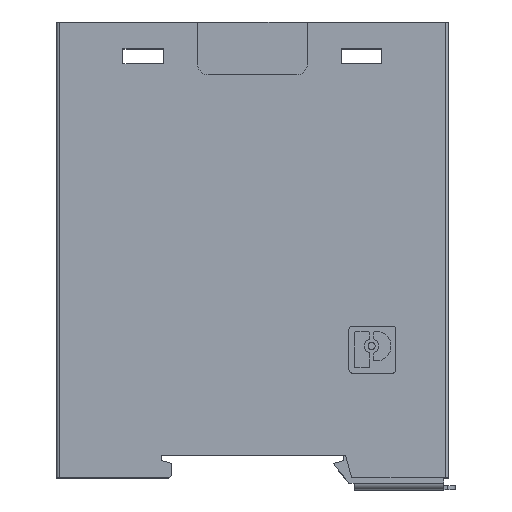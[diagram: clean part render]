
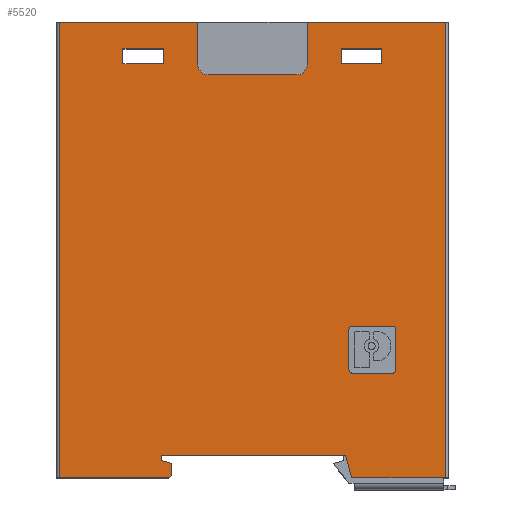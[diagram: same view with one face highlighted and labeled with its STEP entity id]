
A CAD part, top view. The second image highlights one B-rep face of the part: STEP entity #5520.
In plain terms, the highlighted planar face has unit normal (0, 0, 1).
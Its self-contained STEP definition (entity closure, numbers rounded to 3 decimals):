
#2730=CARTESIAN_POINT('',(0.,0.,45.));
#2740=DIRECTION('',(0.,0.,1.));
#2750=DIRECTION('',(1.,0.,0.));
#2760=AXIS2_PLACEMENT_3D('',#2730,#2740,#2750);
#2770=PLANE('',#2760);
#2780=CARTESIAN_POINT('',(-346.133,0.,45.));
#2790=DIRECTION('',(0.,1.,0.));
#2800=VECTOR('',#2790,1.);
#2810=LINE('',#2780,#2800);
#2820=CARTESIAN_POINT('',(-346.133,230.191,45.));
#2830=VERTEX_POINT('',#2820);
#2840=CARTESIAN_POINT('',(-346.133,238.291,45.));
#2850=VERTEX_POINT('',#2840);
#2860=EDGE_CURVE('',#2830,#2850,#2810,.T.);
#2870=ORIENTED_EDGE('',*,*,#2860,.T.);
#2880=CARTESIAN_POINT('',(-344.133,230.191,45.));
#2890=DIRECTION('',(0.,0.,-1.));
#2900=DIRECTION('',(-1.,0.,0.));
#2910=AXIS2_PLACEMENT_3D('',#2880,#2890,#2900);
#2920=CIRCLE('',#2910,2.);
#2930=CARTESIAN_POINT('',(-344.133,228.191,45.));
#2940=VERTEX_POINT('',#2930);
#2950=EDGE_CURVE('',#2940,#2830,#2920,.T.);
#2960=ORIENTED_EDGE('',*,*,#2950,.T.);
#2970=CARTESIAN_POINT('',(0.,228.191,45.));
#2980=DIRECTION('',(-1.,0.,0.));
#2990=VECTOR('',#2980,1.);
#3000=LINE('',#2970,#2990);
#3010=CARTESIAN_POINT('',(-327.133,228.191,45.));
#3020=VERTEX_POINT('',#3010);
#3030=EDGE_CURVE('',#3020,#2940,#3000,.T.);
#3040=ORIENTED_EDGE('',*,*,#3030,.T.);
#3050=CARTESIAN_POINT('',(-327.133,230.191,45.));
#3060=DIRECTION('',(0.,0.,-1.));
#3070=DIRECTION('',(-1.,0.,0.));
#3080=AXIS2_PLACEMENT_3D('',#3050,#3060,#3070);
#3090=CIRCLE('',#3080,2.);
#3100=CARTESIAN_POINT('',(-325.133,230.191,45.));
#3110=VERTEX_POINT('',#3100);
#3120=EDGE_CURVE('',#3110,#3020,#3090,.T.);
#3130=ORIENTED_EDGE('',*,*,#3120,.T.);
#3140=CARTESIAN_POINT('',(-325.133,0.,45.));
#3150=DIRECTION('',(0.,-1.,0.));
#3160=VECTOR('',#3150,1.);
#3170=LINE('',#3140,#3160);
#3180=CARTESIAN_POINT('',(-325.133,238.291,45.));
#3190=VERTEX_POINT('',#3180);
#3200=EDGE_CURVE('',#3190,#3110,#3170,.T.);
#3210=ORIENTED_EDGE('',*,*,#3200,.T.);
#3220=CARTESIAN_POINT('',(0.,238.291,45.));
#3230=DIRECTION('',(1.,0.,0.));
#3240=VECTOR('',#3230,1.);
#3250=LINE('',#3220,#3240);
#3260=CARTESIAN_POINT('',(-298.633,238.291,45.));
#3270=VERTEX_POINT('',#3260);
#3280=EDGE_CURVE('',#3190,#3270,#3250,.T.);
#3290=ORIENTED_EDGE('',*,*,#3280,.F.);
#3300=CARTESIAN_POINT('',(-298.633,0.,45.));
#3310=DIRECTION('',(0.,1.,0.));
#3320=VECTOR('',#3310,1.);
#3330=LINE('',#3300,#3320);
#3340=CARTESIAN_POINT('',(-298.633,150.991,45.));
#3350=VERTEX_POINT('',#3340);
#3360=EDGE_CURVE('',#3350,#3270,#3330,.T.);
#3370=ORIENTED_EDGE('',*,*,#3360,.T.);
#3380=CARTESIAN_POINT('',(0.,150.991,45.));
#3390=DIRECTION('',(1.,0.,0.));
#3400=VECTOR('',#3390,1.);
#3410=LINE('',#3380,#3400);
#3420=CARTESIAN_POINT('',(-316.631,150.991,45.));
#3430=VERTEX_POINT('',#3420);
#3440=EDGE_CURVE('',#3430,#3350,#3410,.T.);
#3450=ORIENTED_EDGE('',*,*,#3440,.T.);
#3460=CARTESIAN_POINT('',(-276.173,0.,45.));
#3470=DIRECTION('',(0.259,-0.966,0.));
#3480=VECTOR('',#3470,1.);
#3490=LINE('',#3460,#3480);
#3500=CARTESIAN_POINT('',(-317.783,155.291,45.));
#3510=VERTEX_POINT('',#3500);
#3520=EDGE_CURVE('',#3510,#3430,#3490,.T.);
#3530=ORIENTED_EDGE('',*,*,#3520,.T.);
#3540=CARTESIAN_POINT('',(0.,155.291,45.));
#3550=DIRECTION('',(-1.,0.,0.));
#3560=VECTOR('',#3550,1.);
#3570=LINE('',#3540,#3560);
#3580=CARTESIAN_POINT('',(-353.133,155.291,45.));
#3590=VERTEX_POINT('',#3580);
#3600=EDGE_CURVE('',#3510,#3590,#3570,.T.);
#3610=ORIENTED_EDGE('',*,*,#3600,.F.);
#3620=CARTESIAN_POINT('',(-353.133,0.,45.));
#3630=DIRECTION('',(0.,1.,0.));
#3640=VECTOR('',#3630,1.);
#3650=LINE('',#3620,#3640);
#3660=CARTESIAN_POINT('',(-353.133,154.291,45.));
#3670=VERTEX_POINT('',#3660);
#3680=EDGE_CURVE('',#3670,#3590,#3650,.T.);
#3690=ORIENTED_EDGE('',*,*,#3680,.T.);
#3700=CARTESIAN_POINT('',(0.,59.67,45.));
#3710=DIRECTION('',(-0.966,0.259,0.));
#3720=VECTOR('',#3710,1.);
#3730=LINE('',#3700,#3720);
#3740=CARTESIAN_POINT('',(-351.133,153.755,45.));
#3750=VERTEX_POINT('',#3740);
#3760=EDGE_CURVE('',#3750,#3670,#3730,.T.);
#3770=ORIENTED_EDGE('',*,*,#3760,.T.);
#3780=CARTESIAN_POINT('',(-351.133,0.,45.));
#3790=DIRECTION('',(0.,-1.,0.));
#3800=VECTOR('',#3790,1.);
#3810=LINE('',#3780,#3800);
#3820=CARTESIAN_POINT('',(-351.133,151.491,45.));
#3830=VERTEX_POINT('',#3820);
#3840=EDGE_CURVE('',#3750,#3830,#3810,.T.);
#3850=ORIENTED_EDGE('',*,*,#3840,.F.);
#3860=CARTESIAN_POINT('',(-502.625,0.,45.));
#3870=DIRECTION('',(-0.707,-0.707,0.));
#3880=VECTOR('',#3870,1.);
#3890=LINE('',#3860,#3880);
#3900=CARTESIAN_POINT('',(-351.633,150.991,45.));
#3910=VERTEX_POINT('',#3900);
#3920=EDGE_CURVE('',#3830,#3910,#3890,.T.);
#3930=ORIENTED_EDGE('',*,*,#3920,.F.);
#3940=CARTESIAN_POINT('',(0.,150.991,45.));
#3950=DIRECTION('',(-1.,0.,0.));
#3960=VECTOR('',#3950,1.);
#3970=LINE('',#3940,#3960);
#3980=CARTESIAN_POINT('',(-372.633,150.991,45.));
#3990=VERTEX_POINT('',#3980);
#4000=EDGE_CURVE('',#3910,#3990,#3970,.T.);
#4010=ORIENTED_EDGE('',*,*,#4000,.F.);
#4020=CARTESIAN_POINT('',(-372.633,0.,45.));
#4030=DIRECTION('',(0.,-1.,0.));
#4040=VECTOR('',#4030,1.);
#4050=LINE('',#4020,#4040);
#4060=CARTESIAN_POINT('',(-372.633,238.291,45.));
#4070=VERTEX_POINT('',#4060);
#4080=EDGE_CURVE('',#4070,#3990,#4050,.T.);
#4090=ORIENTED_EDGE('',*,*,#4080,.T.);
#4100=EDGE_CURVE('',#4070,#2850,#3250,.T.);
#4110=ORIENTED_EDGE('',*,*,#4100,.F.);
#4120=EDGE_LOOP('',(#4110,#4090,#4010,#3930,#3850,#3770,#3690,#3610,
#3530,#3450,#3370,#3290,#3210,#3130,#3040,#2960,#2870));
#4130=FACE_OUTER_BOUND('',#4120,.T.);
#4140=CARTESIAN_POINT('',(0.,233.191,45.));
#4150=DIRECTION('',(1.,0.,0.));
#4160=VECTOR('',#4150,1.);
#4170=LINE('',#4140,#4160);
#4180=CARTESIAN_POINT('',(-360.433,233.191,45.));
#4190=VERTEX_POINT('',#4180);
#4200=CARTESIAN_POINT('',(-352.633,233.191,45.));
#4210=VERTEX_POINT('',#4200);
#4220=EDGE_CURVE('',#4190,#4210,#4170,.T.);
#4230=ORIENTED_EDGE('',*,*,#4220,.T.);
#4240=CARTESIAN_POINT('',(-360.433,0.,45.));
#4250=DIRECTION('',(0.,1.,0.));
#4260=VECTOR('',#4250,1.);
#4270=LINE('',#4240,#4260);
#4280=CARTESIAN_POINT('',(-360.433,230.291,45.));
#4290=VERTEX_POINT('',#4280);
#4300=EDGE_CURVE('',#4290,#4190,#4270,.T.);
#4310=ORIENTED_EDGE('',*,*,#4300,.T.);
#4320=CARTESIAN_POINT('',(0.,230.291,45.));
#4330=DIRECTION('',(-1.,0.,0.));
#4340=VECTOR('',#4330,1.);
#4350=LINE('',#4320,#4340);
#4360=CARTESIAN_POINT('',(-352.633,230.291,45.));
#4370=VERTEX_POINT('',#4360);
#4380=EDGE_CURVE('',#4370,#4290,#4350,.T.);
#4390=ORIENTED_EDGE('',*,*,#4380,.T.);
#4400=CARTESIAN_POINT('',(-352.633,0.,45.));
#4410=DIRECTION('',(0.,-1.,0.));
#4420=VECTOR('',#4410,1.);
#4430=LINE('',#4400,#4420);
#4440=EDGE_CURVE('',#4210,#4370,#4430,.T.);
#4450=ORIENTED_EDGE('',*,*,#4440,.T.);
#4460=EDGE_LOOP('',(#4450,#4390,#4310,#4230));
#4470=FACE_BOUND('',#4460,.T.);
#4480=CARTESIAN_POINT('',(-308.766,171.668,45.));
#4490=DIRECTION('',(0.,0.,1.));
#4500=DIRECTION('',(1.,0.,0.));
#4510=AXIS2_PLACEMENT_3D('',#4480,#4490,#4500);
#4520=CIRCLE('',#4510,0.632);
#4530=CARTESIAN_POINT('',(-308.766,171.036,45.));
#4540=VERTEX_POINT('',#4530);
#4550=CARTESIAN_POINT('',(-308.133,171.668,45.));
#4560=VERTEX_POINT('',#4550);
#4570=EDGE_CURVE('',#4540,#4560,#4520,.T.);
#4580=ORIENTED_EDGE('',*,*,#4570,.F.);
#4590=CARTESIAN_POINT('',(-308.133,0.,45.));
#4600=DIRECTION('',(0.,-1.,0.));
#4610=VECTOR('',#4600,1.);
#4620=LINE('',#4590,#4610);
#4630=CARTESIAN_POINT('',(-308.133,179.404,45.));
#4640=VERTEX_POINT('',#4630);
#4650=EDGE_CURVE('',#4640,#4560,#4620,.T.);
#4660=ORIENTED_EDGE('',*,*,#4650,.T.);
#4670=CARTESIAN_POINT('',(-308.766,179.404,45.));
#4680=DIRECTION('',(0.,0.,1.));
#4690=DIRECTION('',(1.,0.,0.));
#4700=AXIS2_PLACEMENT_3D('',#4670,#4680,#4690);
#4710=CIRCLE('',#4700,0.632);
#4720=CARTESIAN_POINT('',(-308.766,180.036,45.));
#4730=VERTEX_POINT('',#4720);
#4740=EDGE_CURVE('',#4640,#4730,#4710,.T.);
#4750=ORIENTED_EDGE('',*,*,#4740,.F.);
#4760=CARTESIAN_POINT('',(0.,180.036,45.));
#4770=DIRECTION('',(1.,0.,0.));
#4780=VECTOR('',#4770,1.);
#4790=LINE('',#4760,#4780);
#4800=CARTESIAN_POINT('',(-316.501,180.036,45.));
#4810=VERTEX_POINT('',#4800);
#4820=EDGE_CURVE('',#4810,#4730,#4790,.T.);
#4830=ORIENTED_EDGE('',*,*,#4820,.T.);
#4840=CARTESIAN_POINT('',(-316.501,179.404,45.));
#4850=DIRECTION('',(0.,0.,1.));
#4860=DIRECTION('',(1.,0.,0.));
#4870=AXIS2_PLACEMENT_3D('',#4840,#4850,#4860);
#4880=CIRCLE('',#4870,0.632);
#4890=CARTESIAN_POINT('',(-317.133,179.404,45.));
#4900=VERTEX_POINT('',#4890);
#4910=EDGE_CURVE('',#4810,#4900,#4880,.T.);
#4920=ORIENTED_EDGE('',*,*,#4910,.F.);
#4930=CARTESIAN_POINT('',(-317.133,0.,45.));
#4940=DIRECTION('',(0.,1.,0.));
#4950=VECTOR('',#4940,1.);
#4960=LINE('',#4930,#4950);
#4970=CARTESIAN_POINT('',(-317.133,171.668,45.));
#4980=VERTEX_POINT('',#4970);
#4990=EDGE_CURVE('',#4980,#4900,#4960,.T.);
#5000=ORIENTED_EDGE('',*,*,#4990,.T.);
#5010=CARTESIAN_POINT('',(-316.501,171.668,45.));
#5020=DIRECTION('',(0.,0.,1.));
#5030=DIRECTION('',(1.,0.,0.));
#5040=AXIS2_PLACEMENT_3D('',#5010,#5020,#5030);
#5050=CIRCLE('',#5040,0.632);
#5060=CARTESIAN_POINT('',(-316.501,171.036,45.));
#5070=VERTEX_POINT('',#5060);
#5080=EDGE_CURVE('',#4980,#5070,#5050,.T.);
#5090=ORIENTED_EDGE('',*,*,#5080,.F.);
#5100=CARTESIAN_POINT('',(0.,171.036,45.));
#5110=DIRECTION('',(-1.,0.,0.));
#5120=VECTOR('',#5110,1.);
#5130=LINE('',#5100,#5120);
#5140=EDGE_CURVE('',#4540,#5070,#5130,.T.);
#5150=ORIENTED_EDGE('',*,*,#5140,.T.);
#5160=EDGE_LOOP('',(#5150,#5090,#5000,#4920,#4830,#4750,#4660,#4580));
#5170=FACE_BOUND('',#5160,.T.);
#5180=CARTESIAN_POINT('',(0.,230.291,45.));
#5190=DIRECTION('',(-1.,0.,0.));
#5200=VECTOR('',#5190,1.);
#5210=LINE('',#5180,#5200);
#5220=CARTESIAN_POINT('',(-310.833,230.291,45.));
#5230=VERTEX_POINT('',#5220);
#5240=CARTESIAN_POINT('',(-318.633,230.291,45.));
#5250=VERTEX_POINT('',#5240);
#5260=EDGE_CURVE('',#5230,#5250,#5210,.T.);
#5270=ORIENTED_EDGE('',*,*,#5260,.T.);
#5280=CARTESIAN_POINT('',(-310.833,0.,45.));
#5290=DIRECTION('',(0.,-1.,0.));
#5300=VECTOR('',#5290,1.);
#5310=LINE('',#5280,#5300);
#5320=CARTESIAN_POINT('',(-310.833,233.191,45.));
#5330=VERTEX_POINT('',#5320);
#5340=EDGE_CURVE('',#5330,#5230,#5310,.T.);
#5350=ORIENTED_EDGE('',*,*,#5340,.T.);
#5360=CARTESIAN_POINT('',(0.,233.191,45.));
#5370=DIRECTION('',(1.,0.,0.));
#5380=VECTOR('',#5370,1.);
#5390=LINE('',#5360,#5380);
#5400=CARTESIAN_POINT('',(-318.633,233.191,45.));
#5410=VERTEX_POINT('',#5400);
#5420=EDGE_CURVE('',#5410,#5330,#5390,.T.);
#5430=ORIENTED_EDGE('',*,*,#5420,.T.);
#5440=CARTESIAN_POINT('',(-318.633,0.,45.));
#5450=DIRECTION('',(0.,1.,0.));
#5460=VECTOR('',#5450,1.);
#5470=LINE('',#5440,#5460);
#5480=EDGE_CURVE('',#5250,#5410,#5470,.T.);
#5490=ORIENTED_EDGE('',*,*,#5480,.T.);
#5500=EDGE_LOOP('',(#5490,#5430,#5350,#5270));
#5510=FACE_BOUND('',#5500,.T.);
#5520=ADVANCED_FACE('',(#4130,#4470,#5170,#5510),#2770,.T.);
